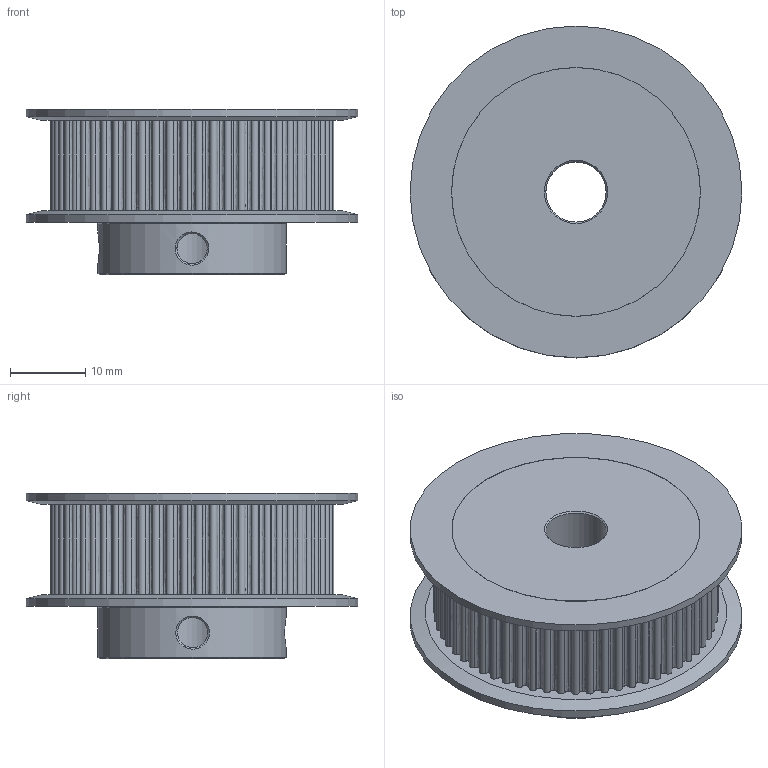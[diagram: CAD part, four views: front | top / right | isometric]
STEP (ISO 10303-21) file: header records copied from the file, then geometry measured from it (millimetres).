
FILE_DESCRIPTION(/* description */ ('','CAx-IF Rec.Pracs.---Representation and Presentation of Product Manufacturing Information (PMI)---3.8---2014-02-18'),/* implementation_level */ '2;1');
FILE_NAME(/* name */ 'GT2 pulley 60 teeth width 11mm 8mm bore.stp',/* time_stamp */ '2017-06-25T20:22:59+02:00',/* author */ ('Peca'),/* organization */ (''),/* preprocessor_version */ 'ST-DEVELOPER v16.13',/* originating_system */ 'Autodesk Inventor 2018',/* authorisation */ '');
FILE_SCHEMA (('AP242_MANAGED_MODEL_BASED_3D_ENGINEERING_MIM_LF { 1 0 10303 442 1 1 4 }'));
Length unit declared in the file: millimetre
Products named in the file (1): GT2 pulley 60 teeth width 11mm 8mm bore
Bounding box: 44 x 44 x 22 mm (x, y, z)
Volume: 19372.6 mm3; surface area: 7341.3 mm2
Topology: 1 solids, 1 shells, 446 faces, 1311 edges, 873 vertices
Faces by surface type: plane 248, bspline 122, cylinder 70, cone 6
Full cylindrical faces by diameter (mm): 4 x2, 8 x1, 25 x1, 33 x2, 33.01 x2, 44 x2
Entity records: 17350 total; most frequent: CARTESIAN_POINT 6149, ORIENTED_EDGE 2576, DIRECTION 1868, EDGE_CURVE 1288, LINE 900, VECTOR 900, VERTEX_POINT 867, AXIS2_PLACEMENT_3D 488
